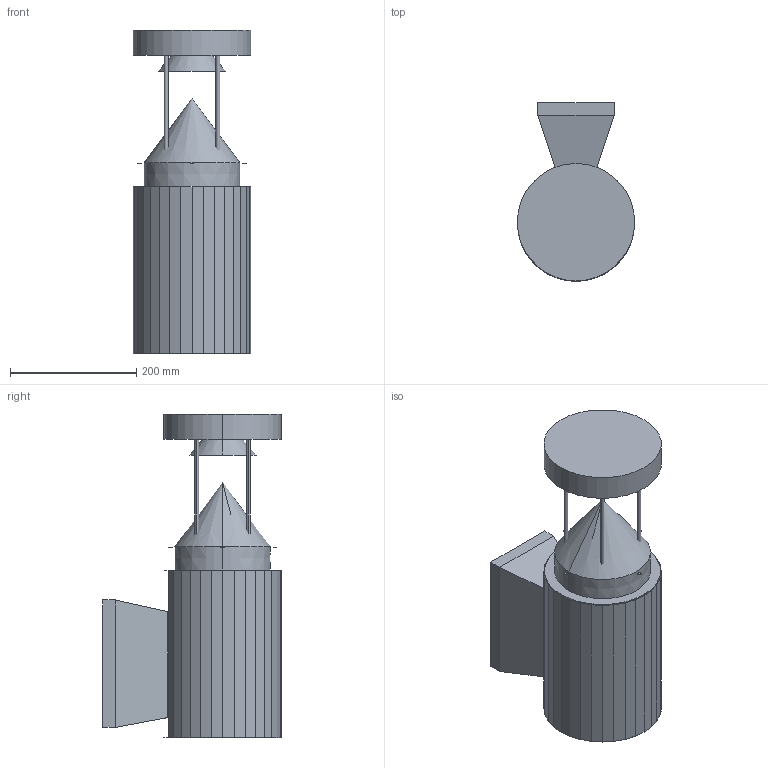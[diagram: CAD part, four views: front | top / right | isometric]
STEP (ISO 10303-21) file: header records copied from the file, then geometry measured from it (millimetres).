
FILE_DESCRIPTION (( 'STEP AP214' ), '1' );
FILE_NAME ('KAMPI LED 30 black 4000K.STEP', '2018-07-21T09:24:53', ( '' ), ( '' ), 'SwSTEP 2.0', 'SolidWorks 2013', '' );
FILE_SCHEMA (( 'AUTOMOTIVE_DESIGN' ));
Length unit declared in the file: millimetre
Products named in the file (1): KAMPI LED 30 black 4000K
Bounding box: 186 x 283 x 513 mm (x, y, z)
Surface area: 454640.5 mm2 (no closed solid volume)
Topology: 0 solids, 34 shells, 79 faces, 215 edges, 165 vertices
Faces by surface type: plane 61, cylinder 10, cone 8
Entity records: 3308 total; most frequent: CARTESIAN_POINT 458, DIRECTION 445, ORIENTED_EDGE 274, EDGE_CURVE 213, VERTEX_POINT 165, AXIS2_PLACEMENT_3D 152, LINE 141, VECTOR 141
